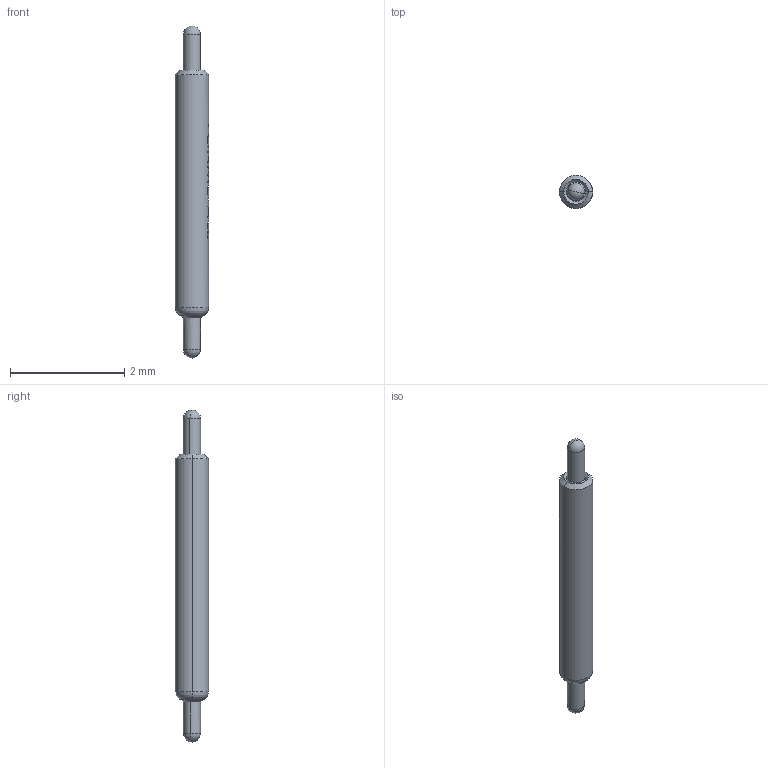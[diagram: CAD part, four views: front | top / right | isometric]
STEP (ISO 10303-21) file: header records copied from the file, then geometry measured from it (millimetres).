
FILE_DESCRIPTION (( 'STEP AP214' ), '1' );
FILE_NAME ('MOD-1093730-F68011B030G060HS1.STEP', '2023-06-06T07:58:56', ( '' ), ( '' ), 'SwSTEP 2.0', 'SolidWorks 2020', '' );
FILE_SCHEMA (( 'AUTOMOTIVE_DESIGN' ));
Length unit declared in the file: millimetre
Products named in the file (1): MOD-1093730-F68011B030G060HS1
Bounding box: 0.58 x 0.58 x 5.8 mm (x, y, z)
Volume: 1.2 mm3; surface area: 9.6 mm2
Topology: 1 solids, 1 shells, 144 faces, 424 edges, 278 vertices
Faces by surface type: plane 76, cylinder 38, bspline 16, cone 8, sphere 4, torus 2
Entity records: 5181 total; most frequent: CARTESIAN_POINT 1179, ORIENTED_EDGE 832, DIRECTION 718, EDGE_CURVE 416, VERTEX_POINT 274, AXIS2_PLACEMENT_3D 261, VECTOR 196, LINE 196
